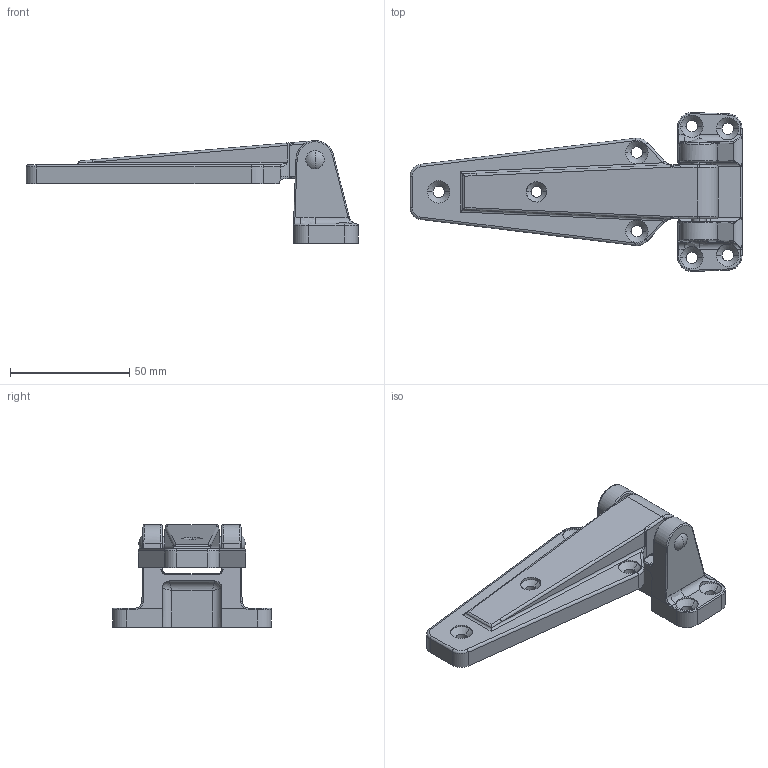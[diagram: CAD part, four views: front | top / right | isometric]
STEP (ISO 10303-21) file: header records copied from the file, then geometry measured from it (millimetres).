
FILE_DESCRIPTION (( 'STEP AP203' ), '1' );
FILE_NAME ('FB-759.STEP', '2007-01-30T02:01:30', ( ' ' ), ( ' ' ), 'SwSTEP 2.0', 'SolidWorks 2006004', '' );
FILE_SCHEMA (( 'CONFIG_CONTROL_DESIGN' ));
Length unit declared in the file: millimetre
Products named in the file (4): FB-759ƒVƒƒƒtƒg_Œö_‚©‚µ‚ß; FB-759僸儞僕_岞_棉太倌; FB-759; FB-759僸儞僕庴_岞_棉太倌
Assembly tree (3 placements, depth 2):
  FB-759
    FB-759僸儞僕_岞_棉太倌
    FB-759ƒVƒƒƒtƒg_Œö_‚©‚µ‚ß
    FB-759僸儞僕庴_岞_棉太倌
Bounding box: 139 x 66.54 x 43 mm (x, y, z)
Volume: 68140.4 mm3; surface area: 22502.2 mm2
Topology: 3 solids, 3 shells, 220 faces, 544 edges, 318 vertices
Faces by surface type: cylinder 106, plane 37, torus 32, bspline 27, cone 16, sphere 2
Entity records: 20030 total; most frequent: CARTESIAN_POINT 14582, DIRECTION 1081, ORIENTED_EDGE 1064, EDGE_CURVE 532, AXIS2_PLACEMENT_3D 436, VERTEX_POINT 316, EDGE_LOOP 240, CIRCLE 237
